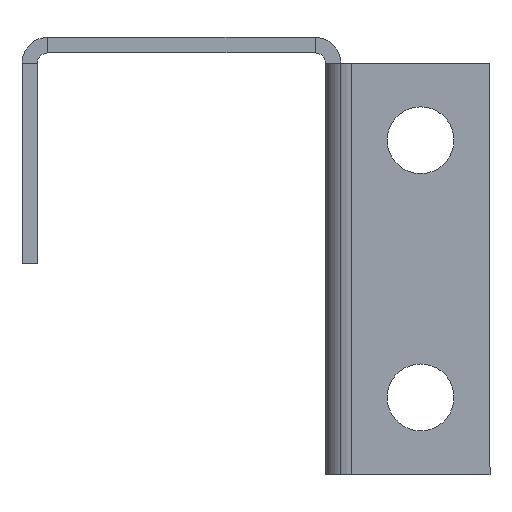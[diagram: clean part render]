
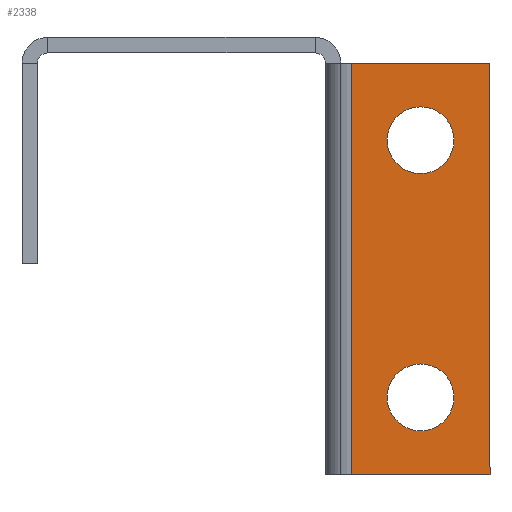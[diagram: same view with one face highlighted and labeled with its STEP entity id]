
A CAD part, left-side view. The second image highlights one B-rep face of the part: STEP entity #2338.
In plain terms, the highlighted planar face has unit normal (-1, 0, 0).
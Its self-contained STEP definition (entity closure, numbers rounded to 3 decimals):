
#80 = EDGE_CURVE ( 'NONE', #5248, #5489, #3302, .T. ) ;
#740 = CARTESIAN_POINT ( 'NONE',  ( -926.5, -45.5, -2.5 ) ) ;
#1118 = CIRCLE ( 'NONE', #3058, 3.25 ) ;
#1182 = EDGE_CURVE ( 'NONE', #4106, #5248, #3591, .T. ) ;
#1204 = DIRECTION ( 'NONE',  ( 0., 0., 1. ) ) ;
#1228 = CARTESIAN_POINT ( 'NONE',  ( -926.5, -32., -2.5 ) ) ;
#1389 = CARTESIAN_POINT ( 'NONE',  ( -926.5, -32., -42.5 ) ) ;
#1437 = EDGE_CURVE ( 'NONE', #2327, #2327, #1118, .T. ) ;
#1491 = CARTESIAN_POINT ( 'NONE',  ( -926.5, -38.75, -35. ) ) ;
#1647 = EDGE_LOOP ( 'NONE', ( #4111, #3945, #3884, #3652 ) ) ;
#1705 = DIRECTION ( 'NONE',  ( 0., -1., 0. ) ) ;
#1715 = EDGE_CURVE ( 'NONE', #2398, #2398, #5336, .T. ) ;
#1772 = EDGE_CURVE ( 'NONE', #5844, #4106, #2769, .T. ) ;
#1865 = DIRECTION ( 'NONE',  ( 0., -1., 0. ) ) ;
#1870 = DIRECTION ( 'NONE',  ( -1., 0., 0. ) ) ;
#1889 = CARTESIAN_POINT ( 'NONE',  ( -926.5, -38.75, -10. ) ) ;
#2007 = AXIS2_PLACEMENT_3D ( 'NONE', #4011, #3946, #3666 ) ;
#2026 = DIRECTION ( 'NONE',  ( -1., 0., 0. ) ) ;
#2327 = VERTEX_POINT ( 'NONE', #2973 ) ;
#2338 = ADVANCED_FACE ( 'NONE', ( #3232, #3160, #3753 ), #5203, .F. ) ;
#2398 = VERTEX_POINT ( 'NONE', #2774 ) ;
#2413 = LINE ( 'NONE', #1228, #2475 ) ;
#2475 = VECTOR ( 'NONE', #1204, 1000. ) ;
#2769 = LINE ( 'NONE', #2864, #2847 ) ;
#2774 = CARTESIAN_POINT ( 'NONE',  ( -926.5, -42., -35. ) ) ;
#2847 = VECTOR ( 'NONE', #1705, 1000. ) ;
#2864 = CARTESIAN_POINT ( 'NONE',  ( -926.5, 0., -42.5 ) ) ;
#2973 = CARTESIAN_POINT ( 'NONE',  ( -926.5, -42., -10. ) ) ;
#3046 = CARTESIAN_POINT ( 'NONE',  ( -926.5, -32., -2.5 ) ) ;
#3058 = AXIS2_PLACEMENT_3D ( 'NONE', #1889, #1870, #1865 ) ;
#3160 = FACE_BOUND ( 'NONE', #3794, .T. ) ;
#3232 = FACE_BOUND ( 'NONE', #5238, .T. ) ;
#3233 = VECTOR ( 'NONE', #4579, 1000. ) ;
#3275 = VECTOR ( 'NONE', #4208, 1000. ) ;
#3302 = LINE ( 'NONE', #4591, #3233 ) ;
#3557 = DIRECTION ( 'NONE',  ( 0., -1., 0. ) ) ;
#3591 = LINE ( 'NONE', #3917, #3275 ) ;
#3652 = ORIENTED_EDGE ( 'NONE', *, *, #80, .T. ) ;
#3666 = DIRECTION ( 'NONE',  ( 0., 0., -1. ) ) ;
#3753 = FACE_OUTER_BOUND ( 'NONE', #1647, .T. ) ;
#3794 = EDGE_LOOP ( 'NONE', ( #4183 ) ) ;
#3884 = ORIENTED_EDGE ( 'NONE', *, *, #1182, .T. ) ;
#3917 = CARTESIAN_POINT ( 'NONE',  ( -926.5, -45.5, 0. ) ) ;
#3945 = ORIENTED_EDGE ( 'NONE', *, *, #1772, .T. ) ;
#3946 = DIRECTION ( 'NONE',  ( 1., 0., 0. ) ) ;
#4011 = CARTESIAN_POINT ( 'NONE',  ( -926.5, 0., 0. ) ) ;
#4106 = VERTEX_POINT ( 'NONE', #4940 ) ;
#4111 = ORIENTED_EDGE ( 'NONE', *, *, #5215, .F. ) ;
#4183 = ORIENTED_EDGE ( 'NONE', *, *, #1437, .F. ) ;
#4208 = DIRECTION ( 'NONE',  ( 0., 0., 1. ) ) ;
#4308 = ORIENTED_EDGE ( 'NONE', *, *, #1715, .F. ) ;
#4579 = DIRECTION ( 'NONE',  ( 0., 1., 0. ) ) ;
#4591 = CARTESIAN_POINT ( 'NONE',  ( -926.5, 0., -2.5 ) ) ;
#4940 = CARTESIAN_POINT ( 'NONE',  ( -926.5, -45.5, -42.5 ) ) ;
#5203 = PLANE ( 'NONE',  #2007 ) ;
#5215 = EDGE_CURVE ( 'NONE', #5844, #5489, #2413, .T. ) ;
#5238 = EDGE_LOOP ( 'NONE', ( #4308 ) ) ;
#5248 = VERTEX_POINT ( 'NONE', #740 ) ;
#5336 = CIRCLE ( 'NONE', #6006, 3.25 ) ;
#5489 = VERTEX_POINT ( 'NONE', #3046 ) ;
#5844 = VERTEX_POINT ( 'NONE', #1389 ) ;
#6006 = AXIS2_PLACEMENT_3D ( 'NONE', #1491, #2026, #3557 ) ;
